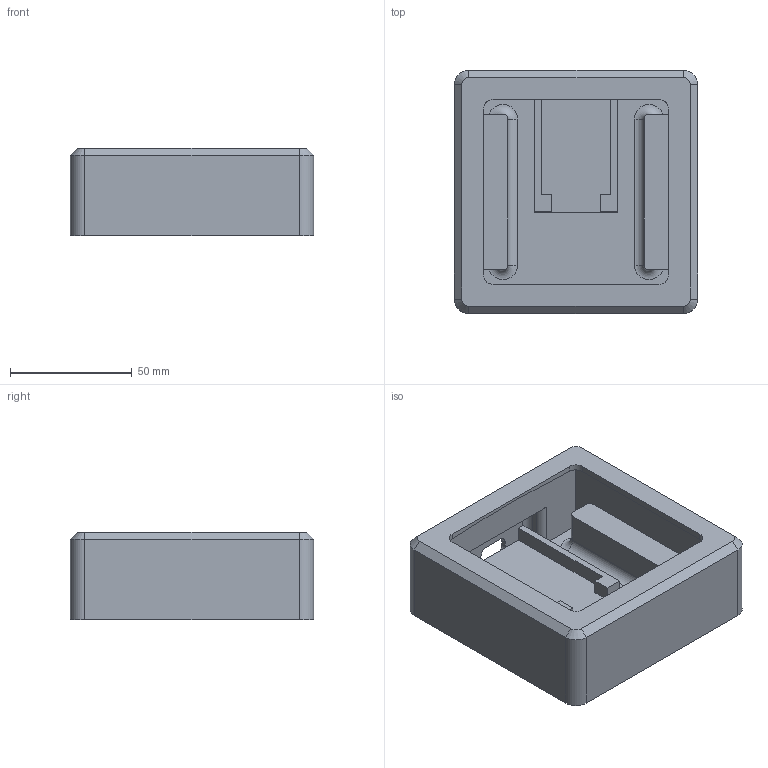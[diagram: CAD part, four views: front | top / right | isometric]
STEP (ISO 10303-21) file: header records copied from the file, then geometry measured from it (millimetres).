
FILE_DESCRIPTION(/* description */ (''),/* implementation_level */ '2;1');
FILE_NAME(/* name */ 'smart_velux_housing.stp',/* time_stamp */ '2025-07-04T19:59:30+02:00',/* author */ (''),/* organization */ (''),/* preprocessor_version */ 'ST-DEVELOPER v19.4',/* originating_system */ 'SIEMENS PLM Software NX2212.8301',/* authorisation */ '');
FILE_SCHEMA (('AUTOMOTIVE_DESIGN { 1 0 10303 214 3 1 1 1 }'));
Length unit declared in the file: millimetre
Products named in the file (1): smart_velux_housing_objects
Bounding box: 100 x 100 x 36 mm (x, y, z)
Volume: 162146.5 mm3; surface area: 59955.8 mm2
Topology: 2 solids, 2 shells, 117 faces, 314 edges, 204 vertices
Faces by surface type: plane 58, cylinder 42, cone 12, torus 4, extrusion 1
Full cylindrical faces by diameter (mm): 3.4 x4, 4.6 x4
Entity records: 3652 total; most frequent: CARTESIAN_POINT 712, DIRECTION 605, ORIENTED_EDGE 580, EDGE_CURVE 290, AXIS2_PLACEMENT_3D 209, VERTEX_POINT 200, VECTOR 187, LINE 186
